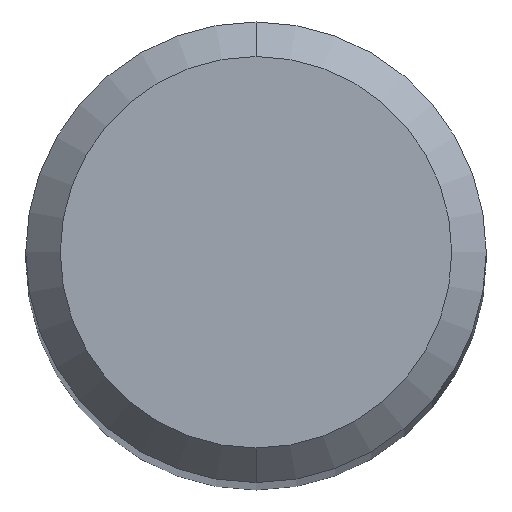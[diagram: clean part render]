
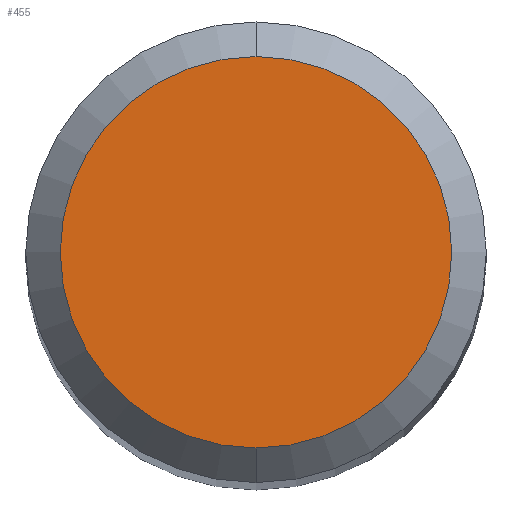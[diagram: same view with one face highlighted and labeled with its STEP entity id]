
A CAD part, top view. The second image highlights one B-rep face of the part: STEP entity #455.
In plain terms, the highlighted planar face has unit normal (0, 0, 1).
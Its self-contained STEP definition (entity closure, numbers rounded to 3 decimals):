
#265=EDGE_CURVE('',#371,#285,#588,.T.);
#285=VERTEX_POINT('',#611);
#361=EDGE_CURVE('',#285,#371,#693,.T.);
#371=VERTEX_POINT('',#703);
#455=ADVANCED_FACE('',(#799),#800,.T.);
#588=CIRCLE('',#998,1.7);
#611=CARTESIAN_POINT('',(0.,-1.7,0.0));
#693=CIRCLE('',#1210,1.7);
#703=CARTESIAN_POINT('',(0.0,1.7,0.0));
#799=FACE_OUTER_BOUND('',#1443,.T.);
#800=PLANE('',#1444);
#998=AXIS2_PLACEMENT_3D('',#1595,#1596,#1597);
#1210=AXIS2_PLACEMENT_3D('',#1703,#1704,#1705);
#1443=EDGE_LOOP('',(#1809,#1810));
#1444=AXIS2_PLACEMENT_3D('',#1811,#1812,#1813);
#1595=CARTESIAN_POINT('',(0.0,0.0,0.0));
#1596=DIRECTION('',(0.0,0.0,-1.0));
#1597=DIRECTION('',(0.0,1.0,0.0));
#1703=CARTESIAN_POINT('',(0.0,0.0,0.0));
#1704=DIRECTION('',(0.0,0.0,-1.0));
#1705=DIRECTION('',(0.0,1.0,0.0));
#1809=ORIENTED_EDGE('',*,*,#265,.F.);
#1810=ORIENTED_EDGE('',*,*,#361,.F.);
#1811=CARTESIAN_POINT('',(0.0,0.85,0.0));
#1812=DIRECTION('',(-0.0,0.0,1.0));
#1813=DIRECTION('',(0.0,-1.0,0.0));
